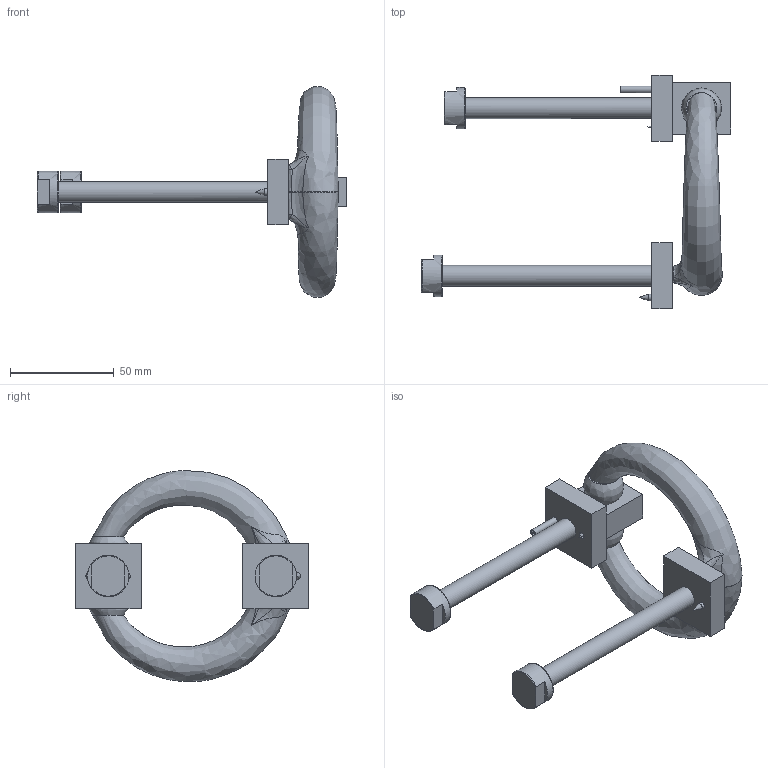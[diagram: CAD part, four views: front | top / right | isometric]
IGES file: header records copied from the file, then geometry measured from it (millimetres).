
Global section: file name: P7007; native system: Autodesk Inventor 2018; preprocessor: unknown; author: mstonelake; date: 20190708.081433; units: millimetre
Bounding box: 149 x 112.6 x 101.58 mm (x, y, z)
Volume: 110495.1 mm3; surface area: 36112.2 mm2
Topology: 11 solids, 11 shells, 123 faces, 294 edges, 191 vertices
Faces by surface type: bspline 123
